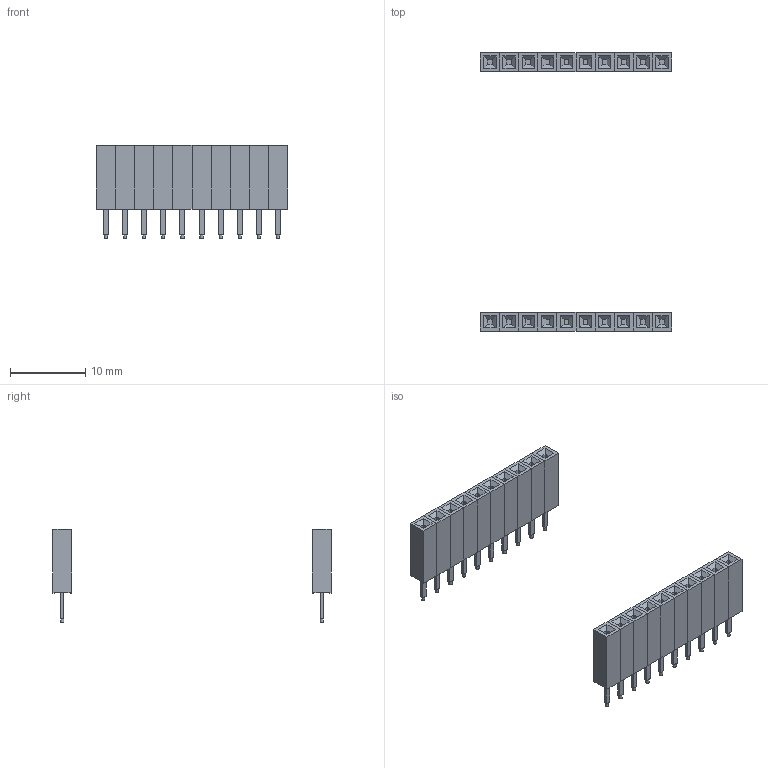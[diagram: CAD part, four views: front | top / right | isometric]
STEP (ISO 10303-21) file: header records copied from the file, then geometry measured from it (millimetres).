
FILE_DESCRIPTION(('STEP AP203'), '1');
FILE_NAME('沓劌錪 昃 縺 摳錟艚麃', '2019-09-24T07:16:02', ('UNSPECIFIED'), ('UNSPECIFIED'), 'ASCON STEP Converter 1.3', 'ASCON Math Kernel', '');
FILE_SCHEMA(('CONFIG_CONTROL_DESIGN'));
Length unit declared in the file: millimetre
Assembly tree (20 placements, depth 2):
  (unnamed)
    (unnamed)  x20
Bounding box: 25.4 x 37 x 12.4 mm (x, y, z)
Volume: 1039.2 mm3; surface area: 2384.4 mm2
Topology: 20 solids, 20 shells, 540 faces, 1260 edges, 800 vertices
Faces by surface type: plane 520, cylinder 20
Full cylindrical faces by diameter (mm): 0.42 x20
Entity records: 1533 total; most frequent: DIRECTION 162, CARTESIAN_POINT 150, ORIENTED_EDGE 124, EDGE_CURVE 62, LINE 58, VECTOR 58, AXIS2_PLACEMENT_3D 52, DATE_AND_TIME 44
